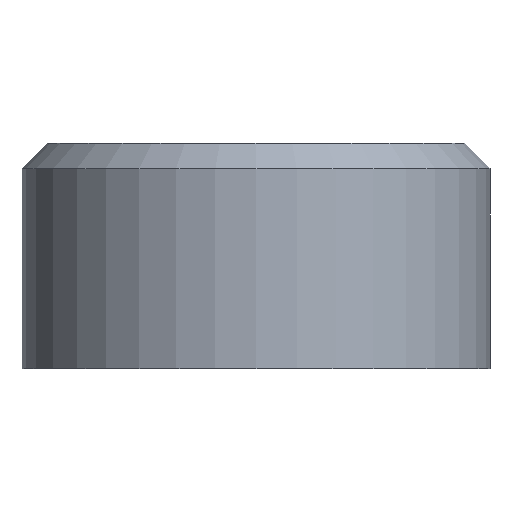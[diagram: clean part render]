
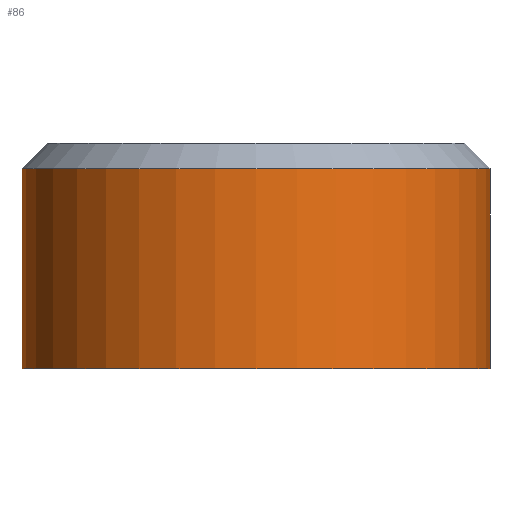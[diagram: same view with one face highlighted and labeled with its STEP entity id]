
A CAD part, front view. The second image highlights one B-rep face of the part: STEP entity #86.
In plain terms, the highlighted cylindrical face has radius 5.5 mm (diameter 11 mm), a full revolution.
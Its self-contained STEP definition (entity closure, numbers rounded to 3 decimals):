
#18=CYLINDRICAL_SURFACE('',#114,5.5);
#23=FACE_OUTER_BOUND('',#28,.T.);
#28=EDGE_LOOP('',(#69,#70,#71,#72,#73,#74));
#35=LINE('',#162,#38);
#38=VECTOR('',#135,5.5);
#41=CIRCLE('',#112,5.5);
#42=CIRCLE('',#113,5.5);
#43=CIRCLE('',#115,5.5);
#44=CIRCLE('',#116,5.5);
#48=VERTEX_POINT('',#155);
#49=VERTEX_POINT('',#157);
#50=VERTEX_POINT('',#161);
#51=VERTEX_POINT('',#163);
#56=EDGE_CURVE('',#48,#49,#41,.T.);
#57=EDGE_CURVE('',#49,#48,#42,.T.);
#58=EDGE_CURVE('',#49,#50,#35,.T.);
#59=EDGE_CURVE('',#50,#51,#43,.T.);
#60=EDGE_CURVE('',#51,#50,#44,.T.);
#69=ORIENTED_EDGE('',*,*,#56,.F.);
#70=ORIENTED_EDGE('',*,*,#57,.F.);
#71=ORIENTED_EDGE('',*,*,#58,.T.);
#72=ORIENTED_EDGE('',*,*,#59,.T.);
#73=ORIENTED_EDGE('',*,*,#60,.T.);
#74=ORIENTED_EDGE('',*,*,#58,.F.);
#86=ADVANCED_FACE('',(#23),#18,.T.);
#112=AXIS2_PLACEMENT_3D('',#158,#129,#130);
#113=AXIS2_PLACEMENT_3D('',#159,#131,#132);
#114=AXIS2_PLACEMENT_3D('',#160,#133,#134);
#115=AXIS2_PLACEMENT_3D('',#164,#136,#137);
#116=AXIS2_PLACEMENT_3D('',#165,#138,#139);
#129=DIRECTION('center_axis',(0.,0.,1.));
#130=DIRECTION('ref_axis',(-1.,0.,0.));
#131=DIRECTION('center_axis',(0.,0.,1.));
#132=DIRECTION('ref_axis',(-1.,0.,0.));
#133=DIRECTION('center_axis',(0.,0.,1.));
#134=DIRECTION('ref_axis',(1.,0.,0.));
#135=DIRECTION('',(0.,0.,-1.));
#136=DIRECTION('center_axis',(0.,0.,1.));
#137=DIRECTION('ref_axis',(1.,0.,0.));
#138=DIRECTION('center_axis',(0.,0.,1.));
#139=DIRECTION('ref_axis',(1.,0.,0.));
#155=CARTESIAN_POINT('',(5.5,0.,4.7));
#157=CARTESIAN_POINT('',(-5.5,0.,4.7));
#158=CARTESIAN_POINT('Origin',(0.,0.,4.7));
#159=CARTESIAN_POINT('Origin',(0.,0.,4.7));
#160=CARTESIAN_POINT('Origin',(0.,0.,0.));
#161=CARTESIAN_POINT('',(-5.5,0.,0.));
#162=CARTESIAN_POINT('',(-5.5,0.,0.));
#163=CARTESIAN_POINT('',(5.5,0.,0.));
#164=CARTESIAN_POINT('Origin',(0.,0.,0.));
#165=CARTESIAN_POINT('Origin',(0.,0.,0.));
